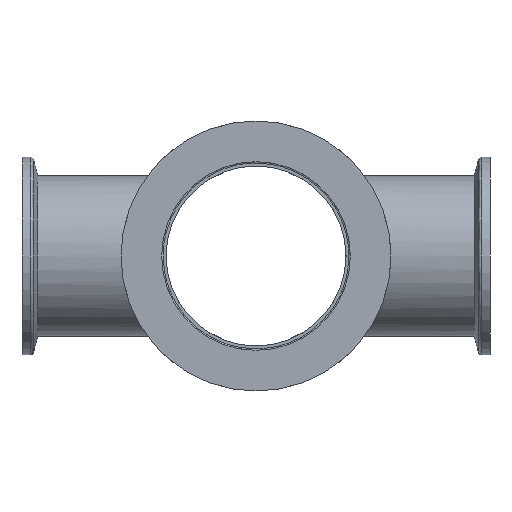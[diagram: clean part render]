
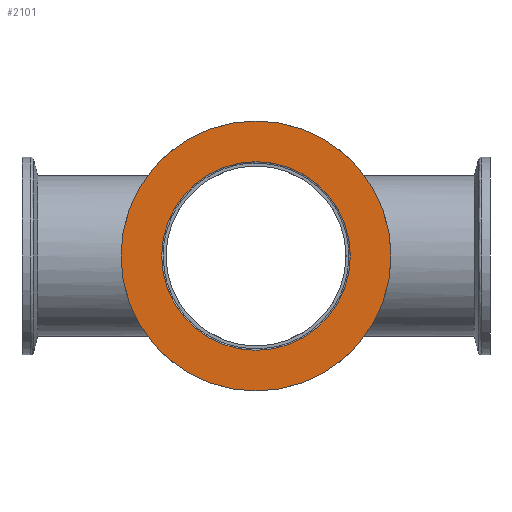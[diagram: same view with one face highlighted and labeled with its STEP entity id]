
A CAD part, left-side view. The second image highlights one B-rep face of the part: STEP entity #2101.
In plain terms, the highlighted face is planar.
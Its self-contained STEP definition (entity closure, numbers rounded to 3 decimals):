
#53 = EDGE_LOOP ( 'NONE', ( #3989 ) ) ;
#257 = CIRCLE ( 'NONE', #3232, 26.2 ) ;
#273 = CARTESIAN_POINT ( 'NONE',  ( 0., 5.1, 0. ) ) ;
#280 = CARTESIAN_POINT ( 'NONE',  ( 26.2, 5.1, 0. ) ) ;
#381 = DIRECTION ( 'NONE',  ( 0., 1., 0. ) ) ;
#868 = DIRECTION ( 'NONE',  ( 1., 0., 0. ) ) ;
#871 = AXIS2_PLACEMENT_3D ( 'NONE', #273, #5154, #4169 ) ;
#1099 = VERTEX_POINT ( 'NONE', #2702 ) ;
#1226 = AXIS2_PLACEMENT_3D ( 'NONE', #2308, #381, #3763 ) ;
#1459 = CIRCLE ( 'NONE', #871, 37.5 ) ;
#1645 = FACE_OUTER_BOUND ( 'NONE', #53, .T. ) ;
#1750 = PLANE ( 'NONE',  #1226 ) ;
#2101 = ADVANCED_FACE ( 'NONE', ( #5557, #1645 ), #1750, .T. ) ;
#2308 = CARTESIAN_POINT ( 'NONE',  ( 37.5, 5.1, 0. ) ) ;
#2393 = VERTEX_POINT ( 'NONE', #280 ) ;
#2702 = CARTESIAN_POINT ( 'NONE',  ( 37.5, 5.1, 0. ) ) ;
#3082 = ORIENTED_EDGE ( 'NONE', *, *, #4011, .T. ) ;
#3232 = AXIS2_PLACEMENT_3D ( 'NONE', #5712, #5246, #868 ) ;
#3675 = EDGE_CURVE ( 'NONE', #1099, #1099, #1459, .T. ) ;
#3763 = DIRECTION ( 'NONE',  ( -1., 0., 0. ) ) ;
#3989 = ORIENTED_EDGE ( 'NONE', *, *, #3675, .T. ) ;
#4011 = EDGE_CURVE ( 'NONE', #2393, #2393, #257, .T. ) ;
#4169 = DIRECTION ( 'NONE',  ( 1., 0., 0. ) ) ;
#5154 = DIRECTION ( 'NONE',  ( 0., 1., 0. ) ) ;
#5246 = DIRECTION ( 'NONE',  ( 0., -1., 0. ) ) ;
#5557 = FACE_BOUND ( 'NONE', #6027, .T. ) ;
#5712 = CARTESIAN_POINT ( 'NONE',  ( 0., 5.1, 0. ) ) ;
#6027 = EDGE_LOOP ( 'NONE', ( #3082 ) ) ;
